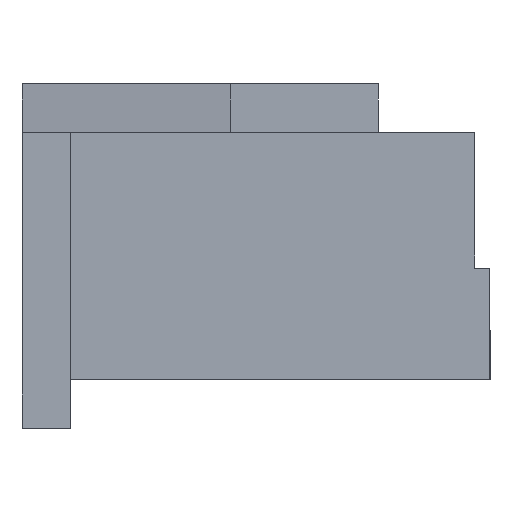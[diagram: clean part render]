
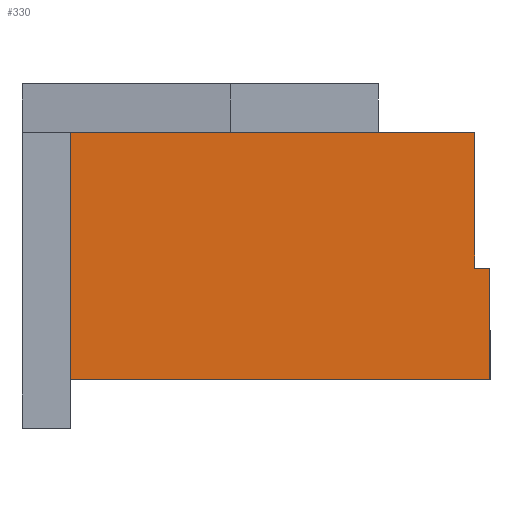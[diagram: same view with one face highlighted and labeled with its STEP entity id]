
A CAD part, left-side view. The second image highlights one B-rep face of the part: STEP entity #330.
In plain terms, the highlighted planar face has unit normal (-1, 0, 0).
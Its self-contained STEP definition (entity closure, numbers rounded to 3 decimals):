
#127 = VERTEX_POINT ( 'NONE', #2453 ) ;
#193 = EDGE_CURVE ( 'NONE', #198, #127, #2586, .T. ) ;
#198 = VERTEX_POINT ( 'NONE', #2577 ) ;
#287 = VERTEX_POINT ( 'NONE', #2758 ) ;
#292 = VERTEX_POINT ( 'NONE', #2753 ) ;
#294 = VERTEX_POINT ( 'NONE', #2748 ) ;
#298 = EDGE_LOOP ( 'NONE', ( #300, #316, #313, #312, #331, #314 ) ) ;
#300 = ORIENTED_EDGE ( 'NONE', *, *, #318, .F. ) ;
#309 = VERTEX_POINT ( 'NONE', #2793 ) ;
#312 = ORIENTED_EDGE ( 'NONE', *, *, #193, .T. ) ;
#313 = ORIENTED_EDGE ( 'NONE', *, *, #319, .F. ) ;
#314 = ORIENTED_EDGE ( 'NONE', *, *, #315, .F. ) ;
#315 = EDGE_CURVE ( 'NONE', #287, #294, #2782, .T. ) ;
#316 = ORIENTED_EDGE ( 'NONE', *, *, #317, .F. ) ;
#317 = EDGE_CURVE ( 'NONE', #292, #309, #2777, .T. ) ;
#318 = EDGE_CURVE ( 'NONE', #309, #287, #2778, .T. ) ;
#319 = EDGE_CURVE ( 'NONE', #198, #292, #2839, .T. ) ;
#330 = ADVANCED_FACE ( 'NONE', ( #2820 ), #2819, .T. ) ;
#331 = ORIENTED_EDGE ( 'NONE', *, *, #332, .T. ) ;
#332 = EDGE_CURVE ( 'NONE', #127, #294, #2814, .T. ) ;
#703 = DIRECTION ( 'NONE',  ( 0., 0., -1. ) ) ;
#2453 = CARTESIAN_POINT ( 'NONE',  ( -12.85, -3.875, 0.8 ) ) ;
#2516 = VECTOR ( 'NONE', #703, 1000. ) ;
#2577 = CARTESIAN_POINT ( 'NONE',  ( -12.85, 3.075, 0.8 ) ) ;
#2583 = DIRECTION ( 'NONE',  ( 0., -1., 0. ) ) ;
#2584 = VECTOR ( 'NONE', #2583, 1000. ) ;
#2585 = CARTESIAN_POINT ( 'NONE',  ( -12.85, 3.875, 0.8 ) ) ;
#2586 = LINE ( 'NONE', #2585, #2584 ) ;
#2748 = CARTESIAN_POINT ( 'NONE',  ( -12.85, -3.875, 2.65 ) ) ;
#2753 = CARTESIAN_POINT ( 'NONE',  ( -12.85, 3.075, 4.9 ) ) ;
#2758 = CARTESIAN_POINT ( 'NONE',  ( -12.85, -3.625, 2.65 ) ) ;
#2773 = CARTESIAN_POINT ( 'NONE',  ( -12.85, -3.625, 0.8 ) ) ;
#2774 = DIRECTION ( 'NONE',  ( 0., -1., 0. ) ) ;
#2775 = VECTOR ( 'NONE', #2774, 1000. ) ;
#2776 = CARTESIAN_POINT ( 'NONE',  ( -12.85, 3.875, 4.9 ) ) ;
#2777 = LINE ( 'NONE', #2776, #2775 ) ;
#2778 = LINE ( 'NONE', #2773, #2516 ) ;
#2779 = DIRECTION ( 'NONE',  ( 0., -1., 0. ) ) ;
#2780 = VECTOR ( 'NONE', #2779, 1000. ) ;
#2781 = CARTESIAN_POINT ( 'NONE',  ( -12.85, 3.875, 2.65 ) ) ;
#2782 = LINE ( 'NONE', #2781, #2780 ) ;
#2793 = CARTESIAN_POINT ( 'NONE',  ( -12.85, -3.625, 4.9 ) ) ;
#2811 = DIRECTION ( 'NONE',  ( 0., 0., 1. ) ) ;
#2812 = VECTOR ( 'NONE', #2811, 1000. ) ;
#2813 = CARTESIAN_POINT ( 'NONE',  ( -12.85, -3.875, 0.8 ) ) ;
#2814 = LINE ( 'NONE', #2813, #2812 ) ;
#2815 = DIRECTION ( 'NONE',  ( 0., 0., 1. ) ) ;
#2816 = DIRECTION ( 'NONE',  ( -1., 0., 0. ) ) ;
#2817 = CARTESIAN_POINT ( 'NONE',  ( -12.85, 3.875, 0.8 ) ) ;
#2818 = AXIS2_PLACEMENT_3D ( 'NONE', #2817, #2816, #2815 ) ;
#2819 = PLANE ( 'NONE',  #2818 ) ;
#2820 = FACE_OUTER_BOUND ( 'NONE', #298, .T. ) ;
#2836 = DIRECTION ( 'NONE',  ( 0., 0., 1. ) ) ;
#2837 = VECTOR ( 'NONE', #2836, 1000. ) ;
#2838 = CARTESIAN_POINT ( 'NONE',  ( -12.85, 3.075, 0.8 ) ) ;
#2839 = LINE ( 'NONE', #2838, #2837 ) ;
